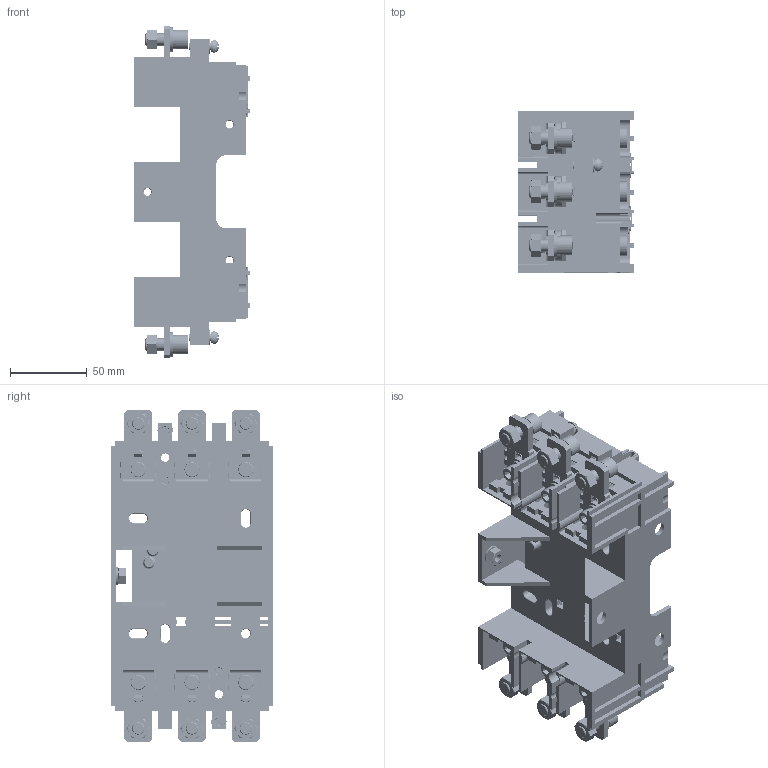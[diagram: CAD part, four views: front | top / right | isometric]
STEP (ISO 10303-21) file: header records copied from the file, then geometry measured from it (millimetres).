
FILE_DESCRIPTION((''),'2;1');
FILE_NAME('ASM0258_ASM','2021-09-06T15:47:35',('zhxmin'),(''),'CREO PARAMETRIC BY PTC INC, 2018020','CREO PARAMETRIC BY PTC INC, 2018020','');
FILE_SCHEMA(('CONFIG_CONTROL_DESIGN','SHAPE_APPEARANCE_LAYERS_GROUPS'));
Products named in the file (165): 8-022-182_SOLID_1_SOLID_1_SOL_1; 8-022-182_SOLID_1_SOLID_1-309_1; 8-022-182_SOLID_1_SOLID_1-310_1; 8-585-436_SOLID_1-33111_1; 8-585-436_QUILT_1-33517_1; 8-141-111-33613_1; 8-141-111-35010_1; 8-141-111-36407_1; 8-141-111-37804_1; 8288611-39201_1; 8288611-44344_1; 8-775-104-49487_1; 8-585-437-50412_1; M6X20-GB70_SOLID_1-51196_1; M6X20-GB70_QUILT_1-51468_1; D6-GB97-1-51564_1; D6-GB93-51658_1; M8X20-GB70_SOLID_1-51808_1; M8X20-GB70_QUILT_1-52285_1; M8-GB6170_SOLID_1-52391_1; M8-GB6170_QUILT_1-53225_1; D8-GB97-1-53299_1; D8-GB93-53393_1; 8-585-436_SOLID_1-53543_1; 8-585-436_QUILT_1-53949_1; 8-141-111-54045_1; 8-141-111-55442_1; 8-141-111-56839_1; 8-141-111-58236_1; 8288611-59633_1; 8288611-64776_1; 8-775-104-69919_1; 8-585-437-70844_1; M6X20-GB70_SOLID_1-71628_1; M6X20-GB70_QUILT_1-71900_1; D6-GB97-1-71996_1; D6-GB93-72090_1; M8X20-GB70_SOLID_1-72240_1; M8X20-GB70_QUILT_1-72717_1; M8-GB6170_SOLID_1-72823_1 ...
Assembly tree (164 placements, depth 3):
  ASM0258_ASM
    NM8-250_3P0001_1_ASM
      8-022-182_SOLID_1_SOLID_1_SOL_1
      8-022-182_SOLID_1_SOLID_1-309_1
      8-022-182_SOLID_1_SOLID_1-310_1
      8-585-436_SOLID_1-33111_1
      8-585-436_QUILT_1-33517_1
      8-141-111-33613_1
      8-141-111-35010_1
      8-141-111-36407_1
      8-141-111-37804_1
      8288611-39201_1
      8288611-44344_1
      8-775-104-49487_1
      8-585-437-50412_1
      M6X20-GB70_SOLID_1-51196_1
      M6X20-GB70_QUILT_1-51468_1
      D6-GB97-1-51564_1
      D6-GB93-51658_1
      M8X20-GB70_SOLID_1-51808_1
      M8X20-GB70_QUILT_1-52285_1
      M8-GB6170_SOLID_1-52391_1
      M8-GB6170_QUILT_1-53225_1
      D8-GB97-1-53299_1
      D8-GB93-53393_1
      8-585-436_SOLID_1-53543_1
      8-585-436_QUILT_1-53949_1
      8-141-111-54045_1
      8-141-111-55442_1
      8-141-111-56839_1
      8-141-111-58236_1
      8288611-59633_1
      8288611-64776_1
      8-775-104-69919_1
      8-585-437-70844_1
      M6X20-GB70_SOLID_1-71628_1
      M6X20-GB70_QUILT_1-71900_1
      D6-GB97-1-71996_1
      D6-GB93-72090_1
      M8X20-GB70_SOLID_1-72240_1
      M8X20-GB70_QUILT_1-72717_1
      M8-GB6170_SOLID_1-72823_1
      M8-GB6170_QUILT_1-73657_1
      D8-GB97-1-73731_1
      D8-GB93-73825_1
      8-585-436_SOLID_1-73975_1
      8-585-436_QUILT_1-74381_1
      8-141-111-74477_1
      8-141-111-75874_1
      8-141-111-77271_1
      8-141-111-78668_1
      8288611-80065_1
      8288611-85208_1
      8-775-104-90351_1
      8-585-437-91276_1
      M6X20-GB70_SOLID_1-92060_1
      M6X20-GB70_QUILT_1-92332_1
      D6-GB97-1-92428_1
      D6-GB93-92522_1
      M8X20-GB70_SOLID_1-92672_1
Bounding box: 75.1 x 105 x 216.2 mm (x, y, z)
Volume: 322163.4 mm3; surface area: 290461.8 mm2
Topology: 122 solids, 165 shells, 6094 faces, 18220 edges, 12379 vertices
Faces by surface type: plane 2970, cylinder 1398, torus 1250, cone 404, sphere 64, bspline 8
Entity records: 250019 total; most frequent: CARTESIAN_POINT 59806, ORIENTED_EDGE 36144, DIRECTION 34750, EDGE_CURVE 18156, AXIS2_PLACEMENT_3D 13601, VERTEX_POINT 12379, VECTOR 7548, LINE 7548
